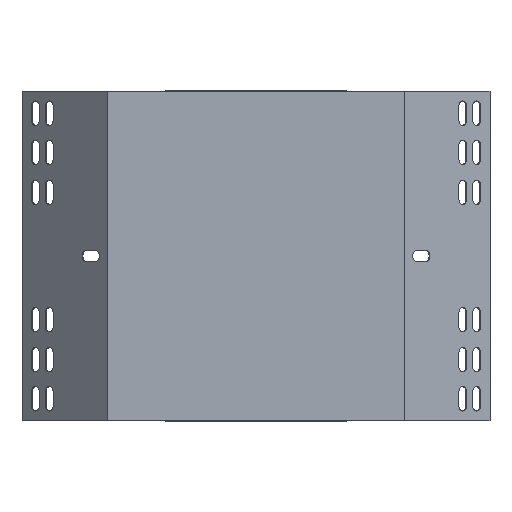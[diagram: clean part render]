
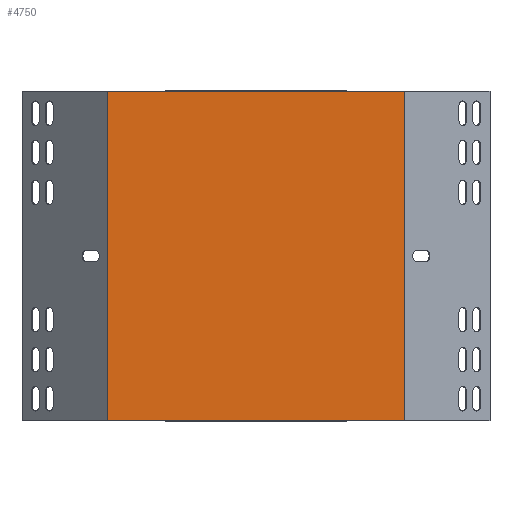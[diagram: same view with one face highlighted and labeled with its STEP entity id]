
A CAD part, front view. The second image highlights one B-rep face of the part: STEP entity #4750.
In plain terms, the highlighted planar face has unit normal (0, -1, 0).
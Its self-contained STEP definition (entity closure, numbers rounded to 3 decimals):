
#155 = EDGE_LOOP ( 'NONE', ( #734, #5931, #2493, #7995 ) ) ;
#537 = DIRECTION ( 'NONE',  ( 0., 1., 0. ) ) ;
#734 = ORIENTED_EDGE ( 'NONE', *, *, #6990, .T. ) ;
#823 = LINE ( 'NONE', #4993, #7637 ) ;
#955 = VECTOR ( 'NONE', #3092, 1000. ) ;
#1290 = VERTEX_POINT ( 'NONE', #2543 ) ;
#1761 = CARTESIAN_POINT ( 'NONE',  ( -112.668, -23.927, 75. ) ) ;
#2019 = CARTESIAN_POINT ( 'NONE',  ( -112.999, -23.927, 75.8 ) ) ;
#2029 = DIRECTION ( 'NONE',  ( 1., 0., 0. ) ) ;
#2049 = VERTEX_POINT ( 'NONE', #8185 ) ;
#2493 = ORIENTED_EDGE ( 'NONE', *, *, #7595, .F. ) ;
#2543 = CARTESIAN_POINT ( 'NONE',  ( -112.999, -23.927, -125.8 ) ) ;
#2563 = CARTESIAN_POINT ( 'NONE',  ( -112.999, -23.927, -125.612 ) ) ;
#2801 = VERTEX_POINT ( 'NONE', #6016 ) ;
#3000 = VECTOR ( 'NONE', #2029, 1000. ) ;
#3092 = DIRECTION ( 'NONE',  ( 0., 0., 1. ) ) ;
#3184 = CARTESIAN_POINT ( 'NONE',  ( -113.903, -23.927, -125.8 ) ) ;
#3263 = EDGE_CURVE ( 'NONE', #1290, #3725, #4302, .T. ) ;
#3600 = DIRECTION ( 'NONE',  ( 0., 0., 1. ) ) ;
#3641 = LINE ( 'NONE', #3184, #3000 ) ;
#3725 = VERTEX_POINT ( 'NONE', #2019 ) ;
#4302 = LINE ( 'NONE', #2563, #955 ) ;
#4750 = ADVANCED_FACE ( 'NONE', ( #6063 ), #8495, .F. ) ;
#4993 = CARTESIAN_POINT ( 'NONE',  ( 68.763, -23.927, -125.612 ) ) ;
#4998 = DIRECTION ( 'NONE',  ( 0., 0., 1. ) ) ;
#5149 = DIRECTION ( 'NONE',  ( 1., 0., 0. ) ) ;
#5500 = AXIS2_PLACEMENT_3D ( 'NONE', #1761, #537, #4998 ) ;
#5807 = VECTOR ( 'NONE', #5149, 1000. ) ;
#5840 = CARTESIAN_POINT ( 'NONE',  ( -113.903, -23.927, 75.8 ) ) ;
#5931 = ORIENTED_EDGE ( 'NONE', *, *, #8247, .T. ) ;
#6016 = CARTESIAN_POINT ( 'NONE',  ( 68.763, -23.927, 75.8 ) ) ;
#6063 = FACE_OUTER_BOUND ( 'NONE', #155, .T. ) ;
#6990 = EDGE_CURVE ( 'NONE', #1290, #2049, #3641, .T. ) ;
#7595 = EDGE_CURVE ( 'NONE', #3725, #2801, #7881, .T. ) ;
#7637 = VECTOR ( 'NONE', #3600, 1000. ) ;
#7881 = LINE ( 'NONE', #5840, #5807 ) ;
#7995 = ORIENTED_EDGE ( 'NONE', *, *, #3263, .F. ) ;
#8185 = CARTESIAN_POINT ( 'NONE',  ( 68.763, -23.927, -125.8 ) ) ;
#8247 = EDGE_CURVE ( 'NONE', #2049, #2801, #823, .T. ) ;
#8495 = PLANE ( 'NONE',  #5500 ) ;
